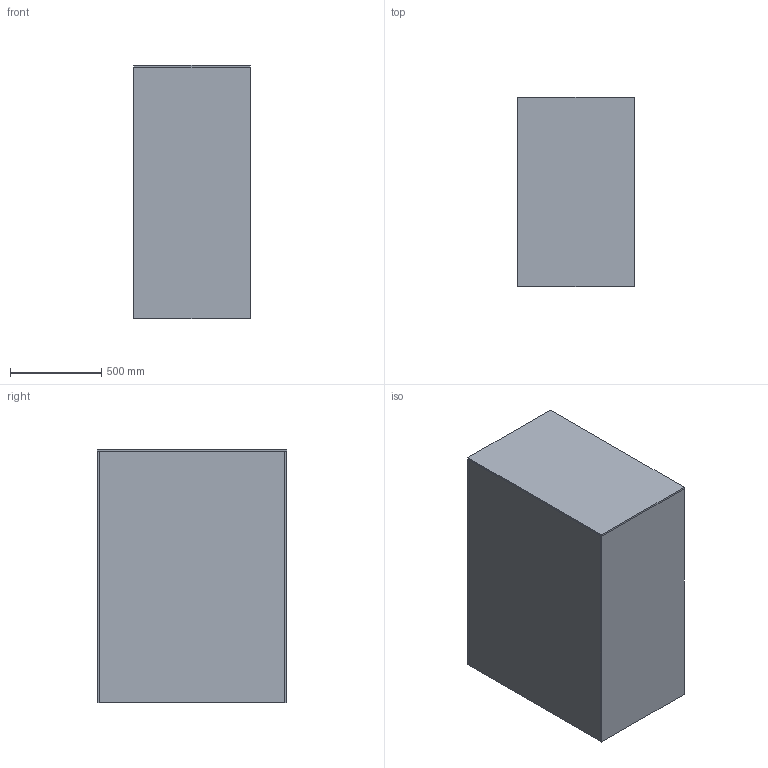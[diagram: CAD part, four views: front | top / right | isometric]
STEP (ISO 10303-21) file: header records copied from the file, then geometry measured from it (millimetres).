
FILE_DESCRIPTION (( 'STEP AP203' ), '1' );
FILE_NAME ('MS001-B.07.002MB.1.1 婦蚾躂眊.step', '2021-08-27T10:59:41', ( 'Windows User' ), ( 'P R C' ), 'SwSTEP 2.0', 'SolidWorks 2016', '' );
FILE_SCHEMA (( 'CONFIG_CONTROL_DESIGN' ));
Length unit declared in the file: millimetre
Products named in the file (5): MS001-B.07.004MB.1.1菜輸醱啣; 机械臂台车上面板; MS001-B.07.002MB.1.1 婦蚾躂眊; 机械臂台车正面板; 机械臂台车侧面板
Assembly tree (5 placements, depth 2):
  MS001-B.07.002MB.1.1 婦蚾躂眊
    机械臂台车侧面板
    机械臂台车上面板
    机械臂台车正面板  x2
    MS001-B.07.004MB.1.1菜輸醱啣
Bounding box: 640 x 1037 x 1390 mm (x, y, z)
Volume: 72314113.3 mm3; surface area: 11513785.1 mm2
Topology: 7 solids, 7 shells, 42 faces, 84 edges, 56 vertices
Faces by surface type: plane 42
Entity records: 1467 total; most frequent: CARTESIAN_POINT 164, DIRECTION 160, ORIENTED_EDGE 144, LINE 72, VECTOR 72, EDGE_CURVE 72, VERTEX_POINT 48, PERSON_AND_ORGANIZATION 45
